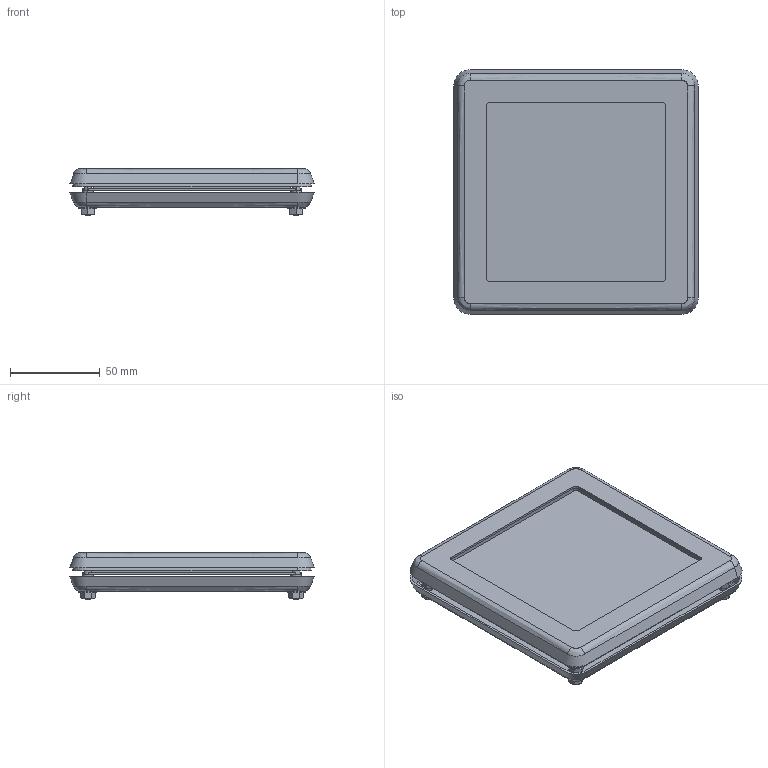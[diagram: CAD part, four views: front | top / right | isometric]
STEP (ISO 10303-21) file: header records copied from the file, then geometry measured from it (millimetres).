
FILE_DESCRIPTION (( 'STEP AP203' ), '1' );
FILE_NAME ('sone3D.STEP', '2014-05-19T05:36:03', ( '' ), ( '' ), 'SwSTEP 2.0', 'SolidWorks 2012', '' );
FILE_SCHEMA (( 'CONFIG_CONTROL_DESIGN' ));
Length unit declared in the file: millimetre
Products named in the file (10): C-1163窓押さえ金具_公; C-1163ガラス_公_C-1163-1網入りガラス; C-1163パッキン_公; C-1163M4スタッド_; C-1163表面枠_公; sone3D; M4ナット_; 六角ナットM4(特殊); C-1163-教哓莞迊i擂邪乯_岞; C-1163僷僱儖墴偝偊嬥嬶_岞
Assembly tree (21 placements, depth 2):
  sone3D
    C-1163表面枠_公
    C-1163M4スタッド_  x4
    C-1163パッキン_公
    C-1163ガラス_公_C-1163-1網入りガラス
    C-1163窓押さえ金具_公
    C-1163僷僱儖墴偝偊嬥嬶_岞
    C-1163-教哓莞迊i擂邪乯_岞  x4
    六角ナットM4(特殊)  x4
    M4ナット_  x4
Bounding box: 136 x 136 x 26 mm (x, y, z)
Volume: 150173.6 mm3; surface area: 110185.5 mm2
Topology: 21 solids, 21 shells, 353 faces, 840 edges, 536 vertices
Faces by surface type: plane 133, cylinder 90, cone 80, bspline 50
Entity records: 13399 total; most frequent: CARTESIAN_POINT 7419, ORIENTED_EDGE 1008, DIRECTION 890, EDGE_CURVE 504, AXIS2_PLACEMENT_3D 348, VERTEX_POINT 332, EDGE_LOOP 228, FACE_OUTER_BOUND 194
